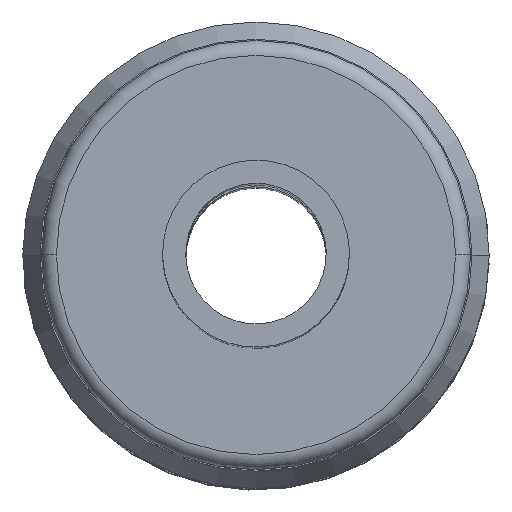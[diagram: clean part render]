
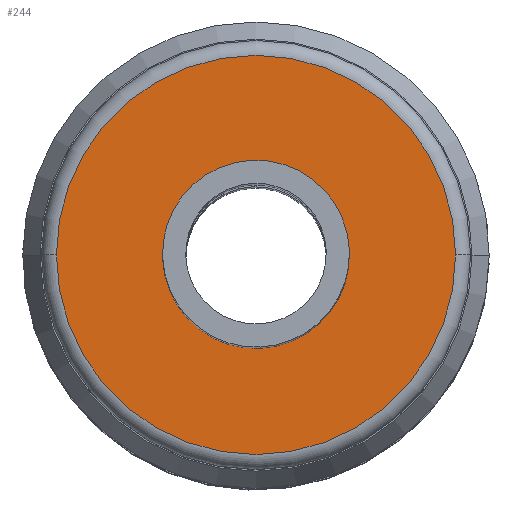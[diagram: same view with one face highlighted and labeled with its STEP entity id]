
A CAD part, top view. The second image highlights one B-rep face of the part: STEP entity #244.
In plain terms, the highlighted planar face has unit normal (0, 0, 1).
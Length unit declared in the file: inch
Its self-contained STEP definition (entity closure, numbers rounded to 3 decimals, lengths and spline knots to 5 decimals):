
#25 = CARTESIAN_POINT ( 'NONE',  ( 0.05773, 0.02394, 0.265 ) ) ;
#26 = CARTESIAN_POINT ( 'NONE',  ( 0.1335, 0., 0.265 ) ) ;
#37 = CARTESIAN_POINT ( 'NONE',  ( -0.05773, -0.02394, 0.265 ) ) ;
#43 = CARTESIAN_POINT ( 'NONE',  ( -0.1335, 0., 0.265 ) ) ;
#113 = DIRECTION ( 'NONE',  ( 1., 0., 0. ) ) ;
#117 = DIRECTION ( 'NONE',  ( 0., 0., 1. ) ) ;
#123 = CARTESIAN_POINT ( 'NONE',  ( 0., 0., 0.265 ) ) ;
#149 = CARTESIAN_POINT ( 'NONE',  ( 0., 0., 0.265 ) ) ;
#155 = DIRECTION ( 'NONE',  ( 0., 0., 1. ) ) ;
#159 = DIRECTION ( 'NONE',  ( 1., 0., 0. ) ) ;
#199 = EDGE_CURVE ( 'NONE', #406, #539, #941, .T. ) ;
#244 = ADVANCED_FACE ( 'NONE', ( #991, #990 ), #992, .T. ) ;
#268 = EDGE_CURVE ( 'NONE', #539, #406, #1241, .T. ) ;
#269 = EDGE_CURVE ( 'NONE', #374, #428, #1240, .T. ) ;
#275 = EDGE_CURVE ( 'NONE', #428, #374, #1229, .T. ) ;
#354 = EDGE_LOOP ( 'NONE', ( #422, #382 ) ) ;
#374 = VERTEX_POINT ( 'NONE', #25 ) ;
#382 = ORIENTED_EDGE ( 'NONE', *, *, #275, .T. ) ;
#406 = VERTEX_POINT ( 'NONE', #26 ) ;
#422 = ORIENTED_EDGE ( 'NONE', *, *, #269, .T. ) ;
#424 = ORIENTED_EDGE ( 'NONE', *, *, #199, .T. ) ;
#425 = ORIENTED_EDGE ( 'NONE', *, *, #268, .T. ) ;
#428 = VERTEX_POINT ( 'NONE', #37 ) ;
#539 = VERTEX_POINT ( 'NONE', #43 ) ;
#671 = EDGE_LOOP ( 'NONE', ( #424, #425 ) ) ;
#893 = CARTESIAN_POINT ( 'NONE',  ( 0., 0., 0.265 ) ) ;
#894 = DIRECTION ( 'NONE',  ( 0., 0., 1. ) ) ;
#895 = DIRECTION ( 'NONE',  ( 1., 0., 0. ) ) ;
#896 = CARTESIAN_POINT ( 'NONE',  ( 0., 0., 0.265 ) ) ;
#897 = DIRECTION ( 'NONE',  ( 0., 0., -1. ) ) ;
#898 = DIRECTION ( 'NONE',  ( -0.924, -0.383, 0. ) ) ;
#922 = CARTESIAN_POINT ( 'NONE',  ( 0., 0., 0.265 ) ) ;
#923 = DIRECTION ( 'NONE',  ( 0., 0., -1. ) ) ;
#924 = DIRECTION ( 'NONE',  ( -0.924, -0.383, 0. ) ) ;
#941 = CIRCLE ( 'NONE', #945, 0.1335 ) ;
#945 = AXIS2_PLACEMENT_3D ( 'NONE', #149, #155, #159 ) ;
#990 = FACE_BOUND ( 'NONE', #354, .T. ) ;
#991 = FACE_OUTER_BOUND ( 'NONE', #671, .T. ) ;
#992 = PLANE ( 'NONE',  #1158 ) ;
#1158 = AXIS2_PLACEMENT_3D ( 'NONE', #123, #117, #113 ) ;
#1172 = AXIS2_PLACEMENT_3D ( 'NONE', #893, #894, #895 ) ;
#1229 = CIRCLE ( 'NONE', #1234, 0.0625 ) ;
#1234 = AXIS2_PLACEMENT_3D ( 'NONE', #922, #923, #924 ) ;
#1237 = AXIS2_PLACEMENT_3D ( 'NONE', #896, #897, #898 ) ;
#1240 = CIRCLE ( 'NONE', #1237, 0.0625 ) ;
#1241 = CIRCLE ( 'NONE', #1172, 0.1335 ) ;
